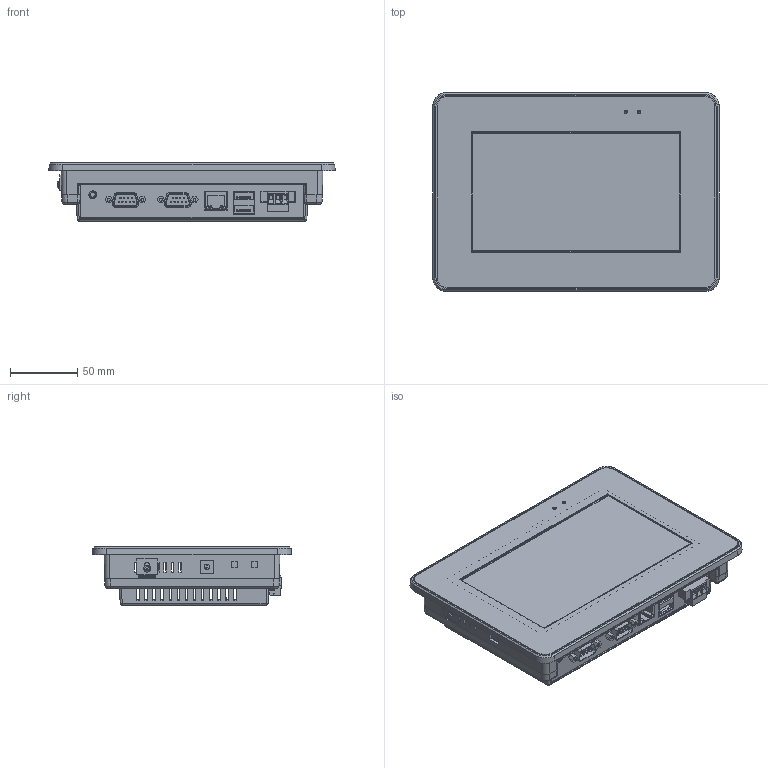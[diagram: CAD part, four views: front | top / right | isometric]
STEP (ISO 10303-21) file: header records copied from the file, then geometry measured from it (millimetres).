
FILE_DESCRIPTION (( 'STEP AP203' ), '1' );
FILE_NAME ('SV-2201.STEP', '2020-01-16T09:15:37', ( 'Windows 使用者' ), ( '' ), 'SwSTEP 2.0', 'SolidWorks 2019', '' );
FILE_SCHEMA (( 'CONFIG_CONTROL_DESIGN' ));
Length unit declared in the file: millimetre
Products named in the file (27): tpd-7.0-04.sldasm-Part-4; 7 吋觸控玻璃; MC100-50803有法蘭; tpd-7.0-04.sldasm-Part-15; 平頭螺絲M3x5; DC-PowerPin(5.08)-3pin法蘭; 4SIV1A0000065_20130319; SD座-3-3; tpd-7.0-04.sldasm-Part-2; MS擋板; 箭頭SW_0-F; tpd-7.0-04.sldasm-Part-18; VH-37L1_PCB; tpd-7.0-04.sldasm-Part-17; phone jack; SV-3330 wall mount鋁板; SV-2201-CE7_前蓋; SV-2201; M3x5L螺絲; SV-3330檔片; D-SUB-9pin-M; MicroSD-3; 7吋觸控組件; tpd-7.0-04.sldasm-Part-9; tpd-7.0-04.sldasm-Part-11
Assembly tree (32 placements, depth 4):
  SV-2201
    VH-37L1_PCB
      MicroSD-3
        SD座-3-3
        MicroSD-3
      tpd-7.0-04.sldasm-Part-4
      tpd-7.0-04.sldasm-Part-15
      VH-37L1_PCB
      DC-PowerPin(5.08)-3pin法蘭
      MC100-50803有法蘭
      D-SUB-9pin-M  x2
      phone jack
      箭頭SW_0-F
    7吋觸控組件
      tpd-7.0-04.sldasm-Part-2
      7 吋觸控玻璃
    tpd-7.0-04.sldasm-Part-9
    SV-2201-CE7_前蓋
    tpd-7.0-04.sldasm-Part-11
    tpd-7.0-04.sldasm-Part-17
    tpd-7.0-04.sldasm-Part-18
    SV-3330 wall mount鋁板
    4SIV1A0000065_20130319
    SV-3330檔片
    平頭螺絲M3x5  x6
    M3x5L螺絲
    MS擋板
Bounding box: 213 x 148 x 43.5 mm (x, y, z)
Volume: 372658.6 mm3; surface area: 384124.9 mm2
Topology: 30 solids, 30 shells, 2077 faces, 5636 edges, 3649 vertices
Faces by surface type: plane 1373, cylinder 569, sphere 72, cone 31, bspline 28, torus 4
Entity records: 61865 total; most frequent: CARTESIAN_POINT 11523, ORIENTED_EDGE 9928, DIRECTION 9534, EDGE_CURVE 4964, LINE 3816, VECTOR 3816, VERTEX_POINT 3232, AXIS2_PLACEMENT_3D 2859
